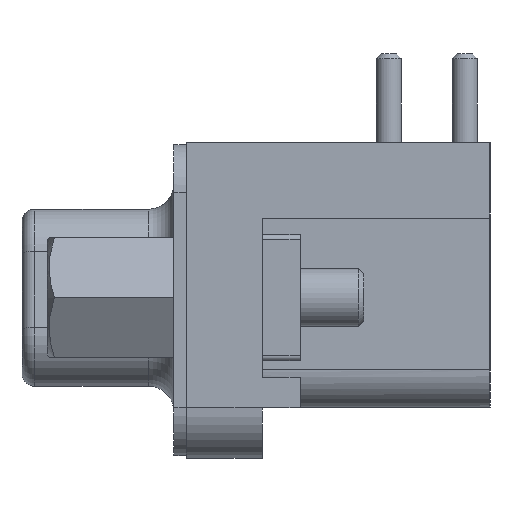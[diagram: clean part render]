
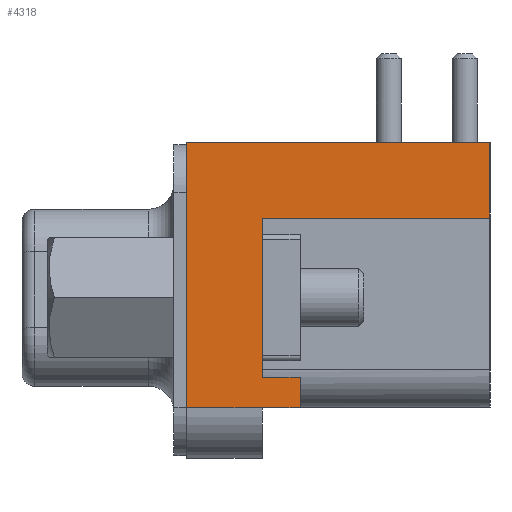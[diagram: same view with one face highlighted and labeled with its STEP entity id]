
A CAD part, left-side view. The second image highlights one B-rep face of the part: STEP entity #4318.
In plain terms, the highlighted planar face has unit normal (-1, 0, 0).
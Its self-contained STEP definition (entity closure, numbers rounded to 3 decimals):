
#340=PLANE('',#4875);
#623=FACE_OUTER_BOUND('',#967,.T.);
#967=EDGE_LOOP('',(#3954,#3955,#3956,#3957,#3958,#3959,#3960,#3961,#3962));
#1386=LINE('',#7076,#1704);
#1462=LINE('',#7344,#1780);
#1466=LINE('',#7353,#1784);
#1477=LINE('',#7387,#1795);
#1483=LINE('',#7402,#1801);
#1510=LINE('',#7465,#1828);
#1517=LINE('',#7481,#1835);
#1527=LINE('',#7501,#1845);
#1536=LINE('',#7521,#1854);
#1704=VECTOR('',#5774,10.);
#1780=VECTOR('',#6094,10.);
#1784=VECTOR('',#6102,10.);
#1795=VECTOR('',#6135,10.);
#1801=VECTOR('',#6149,10.);
#1828=VECTOR('',#6210,10.);
#1835=VECTOR('',#6227,10.);
#1845=VECTOR('',#6245,10.);
#1854=VECTOR('',#6268,10.);
#2099=VERTEX_POINT('',#7067);
#2103=VERTEX_POINT('',#7074);
#2173=VERTEX_POINT('',#7343);
#2175=VERTEX_POINT('',#7349);
#2184=VERTEX_POINT('',#7375);
#2187=VERTEX_POINT('',#7384);
#2212=VERTEX_POINT('',#7464);
#2216=VERTEX_POINT('',#7480);
#2222=VERTEX_POINT('',#7499);
#2599=EDGE_CURVE('',#2099,#2103,#1386,.T.);
#2720=EDGE_CURVE('',#2099,#2173,#1462,.T.);
#2725=EDGE_CURVE('',#2173,#2175,#1466,.T.);
#2740=EDGE_CURVE('',#2103,#2187,#1477,.T.);
#2748=EDGE_CURVE('',#2184,#2175,#1483,.T.);
#2781=EDGE_CURVE('',#2184,#2212,#1510,.T.);
#2790=EDGE_CURVE('',#2212,#2216,#1517,.T.);
#2801=EDGE_CURVE('',#2187,#2222,#1527,.T.);
#2810=EDGE_CURVE('',#2216,#2222,#1536,.T.);
#3954=ORIENTED_EDGE('',*,*,#2740,.T.);
#3955=ORIENTED_EDGE('',*,*,#2801,.T.);
#3956=ORIENTED_EDGE('',*,*,#2810,.F.);
#3957=ORIENTED_EDGE('',*,*,#2790,.F.);
#3958=ORIENTED_EDGE('',*,*,#2781,.F.);
#3959=ORIENTED_EDGE('',*,*,#2748,.T.);
#3960=ORIENTED_EDGE('',*,*,#2725,.F.);
#3961=ORIENTED_EDGE('',*,*,#2720,.F.);
#3962=ORIENTED_EDGE('',*,*,#2599,.T.);
#4318=ADVANCED_FACE('',(#623),#340,.T.);
#4875=AXIS2_PLACEMENT_3D('',#7520,#6266,#6267);
#5774=DIRECTION('',(0.,0.,1.));
#6094=DIRECTION('',(0.,-1.,0.));
#6102=DIRECTION('',(0.,0.,-1.));
#6135=DIRECTION('',(0.,-1.,0.));
#6149=DIRECTION('',(0.,-1.,0.));
#6210=DIRECTION('',(0.,1.,0.));
#6227=DIRECTION('',(0.,0.,1.));
#6245=DIRECTION('',(0.,0.,1.));
#6266=DIRECTION('center_axis',(-1.,0.,0.));
#6267=DIRECTION('ref_axis',(0.,-1.,0.));
#6268=DIRECTION('',(0.,-1.,0.));
#7067=CARTESIAN_POINT('',(-26.5,3.,3.2));
#7074=CARTESIAN_POINT('',(-26.5,3.,9.5));
#7076=CARTESIAN_POINT('',(-26.5,3.,3.092));
#7343=CARTESIAN_POINT('',(-26.5,1.5,3.2));
#7344=CARTESIAN_POINT('',(-26.5,3.,3.2));
#7349=CARTESIAN_POINT('',(-26.5,1.5,2.));
#7353=CARTESIAN_POINT('',(-26.5,1.5,12.5));
#7375=CARTESIAN_POINT('',(-26.5,3.,2.));
#7384=CARTESIAN_POINT('',(-26.5,-6.,9.5));
#7387=CARTESIAN_POINT('',(-26.5,0.,9.5));
#7402=CARTESIAN_POINT('',(-26.5,3.,2.));
#7464=CARTESIAN_POINT('',(-26.5,6.,2.));
#7465=CARTESIAN_POINT('',(-26.5,3.,2.));
#7480=CARTESIAN_POINT('',(-26.5,6.,12.5));
#7481=CARTESIAN_POINT('',(-26.5,6.,0.));
#7499=CARTESIAN_POINT('',(-26.5,-6.,12.5));
#7501=CARTESIAN_POINT('',(-26.5,-6.,0.));
#7520=CARTESIAN_POINT('Origin',(-26.5,6.,0.));
#7521=CARTESIAN_POINT('',(-26.5,-6.,12.5));
